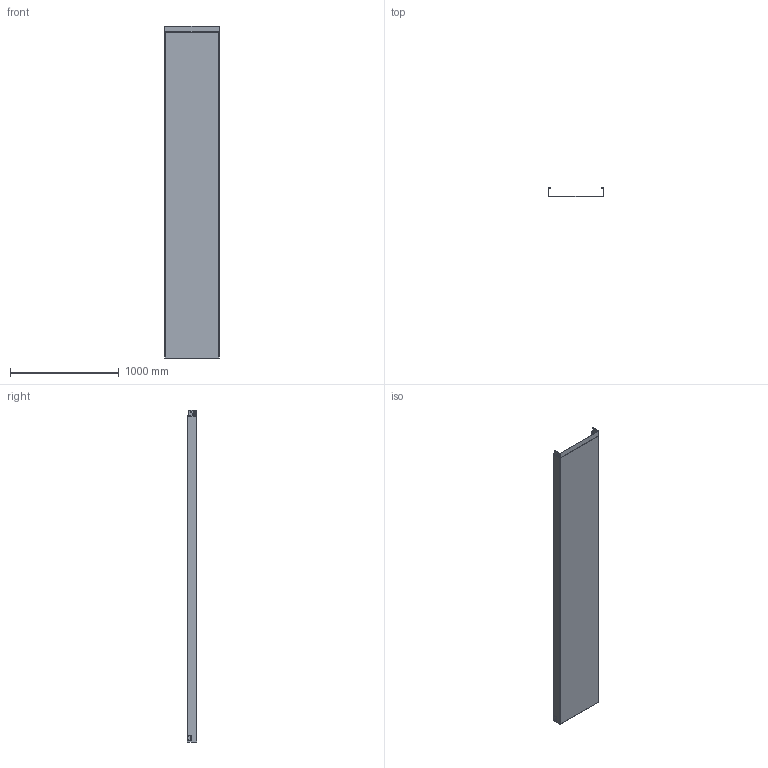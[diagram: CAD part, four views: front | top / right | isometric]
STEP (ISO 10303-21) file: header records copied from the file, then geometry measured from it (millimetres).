
FILE_DESCRIPTION (( 'STEP AP214' ), '1' );
FILE_NAME ('6059772.STEP', '2025-08-21T09:50:19', ( '' ), ( '' ), 'SwSTEP 2.0', 'SolidWorks 2024', '' );
FILE_SCHEMA (( 'AUTOMOTIVE_DESIGN' ));
Length unit declared in the file: millimetre
Products named in the file (1): 6059772
Bounding box: 504.5 x 88.25 x 3050 mm (x, y, z)
Volume: 3171348 mm3; surface area: 4240830.4 mm2
Topology: 1 solids, 1 shells, 262 faces, 700 edges, 440 vertices
Faces by surface type: plane 120, cylinder 108, bspline 20, cone 6, torus 4, sphere 4
Entity records: 8681 total; most frequent: CARTESIAN_POINT 2093, ORIENTED_EDGE 1400, DIRECTION 1364, EDGE_CURVE 700, AXIS2_PLACEMENT_3D 471, VERTEX_POINT 440, LINE 422, VECTOR 422
